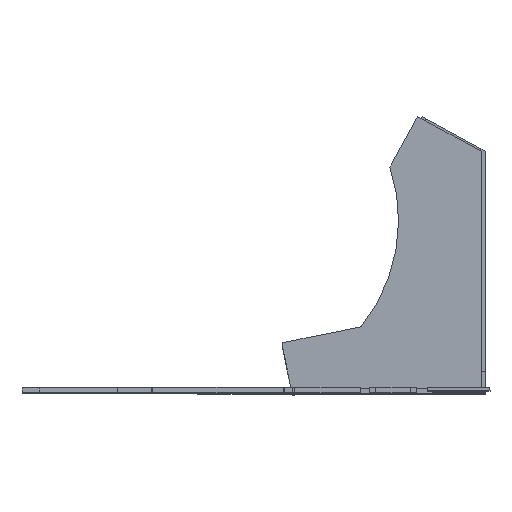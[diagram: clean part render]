
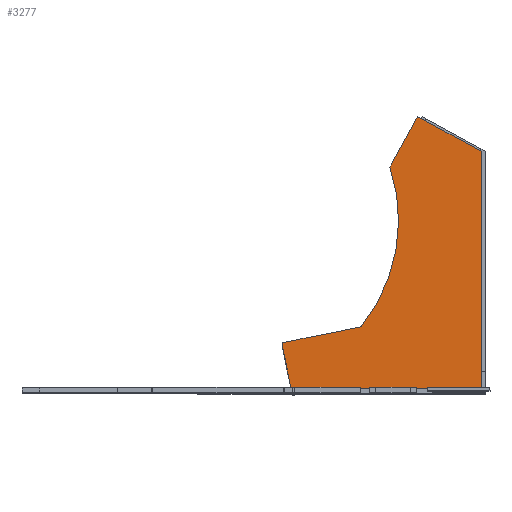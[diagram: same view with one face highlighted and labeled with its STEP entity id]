
A CAD part, top view. The second image highlights one B-rep face of the part: STEP entity #3277.
In plain terms, the highlighted planar face has unit normal (0, 0, 1).
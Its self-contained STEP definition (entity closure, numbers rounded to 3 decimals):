
#464=FACE_OUTER_BOUND('',#684,.T.);
#684=EDGE_LOOP('',(#2598,#2599,#2600,#2601,#2602,#2603,#2604,#2605));
#826=CIRCLE('',#3826,388.366);
#978=LINE('',#5387,#1342);
#979=LINE('',#5389,#1343);
#980=LINE('',#5393,#1344);
#981=LINE('',#5395,#1345);
#982=LINE('',#5397,#1346);
#983=LINE('',#5399,#1347);
#984=LINE('',#5400,#1348);
#1342=VECTOR('',#4413,10.);
#1343=VECTOR('',#4414,10.);
#1344=VECTOR('',#4417,10.);
#1345=VECTOR('',#4418,10.);
#1346=VECTOR('',#4419,10.);
#1347=VECTOR('',#4420,10.);
#1348=VECTOR('',#4421,10.);
#1680=VERTEX_POINT('',#5385);
#1681=VERTEX_POINT('',#5386);
#1682=VERTEX_POINT('',#5388);
#1683=VERTEX_POINT('',#5390);
#1684=VERTEX_POINT('',#5392);
#1685=VERTEX_POINT('',#5394);
#1686=VERTEX_POINT('',#5396);
#1687=VERTEX_POINT('',#5398);
#2010=EDGE_CURVE('',#1680,#1681,#978,.T.);
#2011=EDGE_CURVE('',#1681,#1682,#979,.T.);
#2012=EDGE_CURVE('',#1683,#1682,#826,.T.);
#2013=EDGE_CURVE('',#1684,#1683,#980,.T.);
#2014=EDGE_CURVE('',#1684,#1685,#981,.T.);
#2015=EDGE_CURVE('',#1686,#1685,#982,.T.);
#2016=EDGE_CURVE('',#1686,#1687,#983,.T.);
#2017=EDGE_CURVE('',#1687,#1680,#984,.T.);
#2598=ORIENTED_EDGE('',*,*,#2010,.T.);
#2599=ORIENTED_EDGE('',*,*,#2011,.T.);
#2600=ORIENTED_EDGE('',*,*,#2012,.F.);
#2601=ORIENTED_EDGE('',*,*,#2013,.F.);
#2602=ORIENTED_EDGE('',*,*,#2014,.T.);
#2603=ORIENTED_EDGE('',*,*,#2015,.F.);
#2604=ORIENTED_EDGE('',*,*,#2016,.T.);
#2605=ORIENTED_EDGE('',*,*,#2017,.T.);
#3092=PLANE('',#3825);
#3277=ADVANCED_FACE('',(#464),#3092,.T.);
#3825=AXIS2_PLACEMENT_3D('',#5384,#4411,#4412);
#3826=AXIS2_PLACEMENT_3D('',#5391,#4415,#4416);
#4411=DIRECTION('center_axis',(0.,0.,1.));
#4412=DIRECTION('ref_axis',(1.,0.,0.));
#4413=DIRECTION('',(-0.877,0.481,0.));
#4414=DIRECTION('',(-0.481,-0.877,0.));
#4415=DIRECTION('center_axis',(0.,0.,1.));
#4416=DIRECTION('ref_axis',(0.779,-0.627,0.));
#4417=DIRECTION('',(0.98,0.2,0.));
#4418=DIRECTION('',(0.,-1.,0.));
#4419=DIRECTION('',(-0.2,0.98,0.));
#4420=DIRECTION('',(1.,0.,0.));
#4421=DIRECTION('',(0.,1.,0.));
#5384=CARTESIAN_POINT('Origin',(217.25,318.15,524.));
#5385=CARTESIAN_POINT('',(444.5,556.3,524.));
#5386=CARTESIAN_POINT('',(298.593,636.3,524.));
#5387=CARTESIAN_POINT('',(444.5,556.3,524.));
#5388=CARTESIAN_POINT('',(235.131,520.556,524.));
#5389=CARTESIAN_POINT('',(298.593,636.3,524.));
#5390=CARTESIAN_POINT('',(169.1,154.73,524.));
#5391=CARTESIAN_POINT('Origin',(-133.461,398.214,524.));
#5392=CARTESIAN_POINT('',(-10.,118.131,524.));
#5393=CARTESIAN_POINT('',(-12.742,117.57,524.));
#5394=CARTESIAN_POINT('',(-10.,104.152,524.));
#5395=CARTESIAN_POINT('',(-10.,636.3,524.));
#5396=CARTESIAN_POINT('',(11.283,0.,524.));
#5397=CARTESIAN_POINT('',(11.283,0.,524.));
#5398=CARTESIAN_POINT('',(444.5,0.,524.));
#5399=CARTESIAN_POINT('',(-10.,0.,524.));
#5400=CARTESIAN_POINT('',(444.5,0.,524.));
